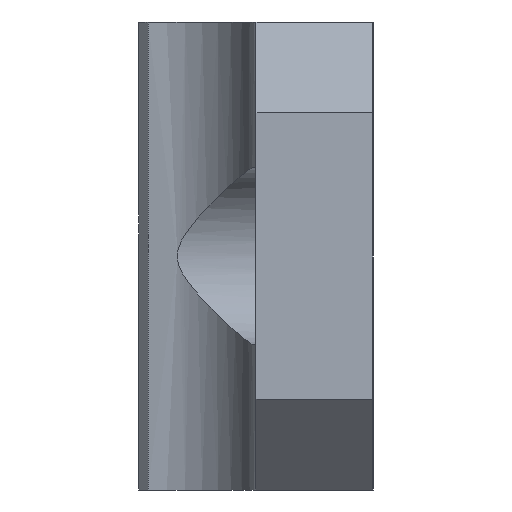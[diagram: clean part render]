
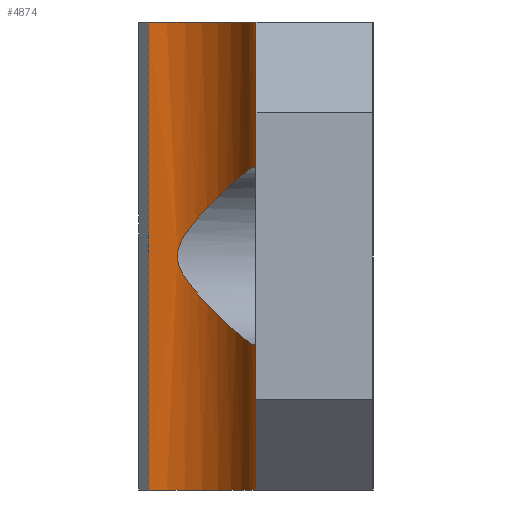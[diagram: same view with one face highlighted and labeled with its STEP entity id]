
A CAD part, left-side view. The second image highlights one B-rep face of the part: STEP entity #4874.
In plain terms, the highlighted cylindrical face has radius 6 mm (diameter 12 mm), a partial arc.
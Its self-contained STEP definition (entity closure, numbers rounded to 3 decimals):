
#66 = CIRCLE ( 'NONE', #12532, 6. ) ;
#114 = EDGE_CURVE ( 'NONE', #1856, #20607, #13081, .T. ) ;
#279 = CARTESIAN_POINT ( 'NONE',  ( -30.038, 6.955, 4.514 ) ) ;
#374 = CIRCLE ( 'NONE', #2962, 6. ) ;
#533 = CARTESIAN_POINT ( 'NONE',  ( -32.67, 12.35, -12.7 ) ) ;
#560 = VECTOR ( 'NONE', #13039, 1000. ) ;
#623 = CARTESIAN_POINT ( 'NONE',  ( -29.448, 7.277, -4.253 ) ) ;
#1511 = ORIENTED_EDGE ( 'NONE', *, *, #17066, .F. ) ;
#1856 = VERTEX_POINT ( 'NONE', #20772 ) ;
#2193 = AXIS2_PLACEMENT_3D ( 'NONE', #17589, #8762, #15879 ) ;
#2355 = CARTESIAN_POINT ( 'NONE',  ( -29.176, 7.461, -4.093 ) ) ;
#2447 = LINE ( 'NONE', #11173, #17225 ) ;
#2594 = CARTESIAN_POINT ( 'NONE',  ( -31.035, 6.566, -4.784 ) ) ;
#2795 = CARTESIAN_POINT ( 'NONE',  ( -32.67, 12.35, 12.7 ) ) ;
#2962 = AXIS2_PLACEMENT_3D ( 'NONE', #7817, #12746, #21606 ) ;
#3667 = CIRCLE ( 'NONE', #2193, 6. ) ;
#3856 = CARTESIAN_POINT ( 'NONE',  ( -27.864, 8.748, 2.874 ) ) ;
#3972 = CARTESIAN_POINT ( 'NONE',  ( -27.419, 9.437, 2.145 ) ) ;
#4093 = CARTESIAN_POINT ( 'NONE',  ( -26.944, 10.556, 0.44 ) ) ;
#4205 = CARTESIAN_POINT ( 'NONE',  ( -27.2, 9.871, -1.631 ) ) ;
#4294 = DIRECTION ( 'NONE',  ( 0., 0., -1. ) ) ;
#4374 = VERTEX_POINT ( 'NONE', #5132 ) ;
#4436 = VERTEX_POINT ( 'NONE', #18918 ) ;
#4439 = CARTESIAN_POINT ( 'NONE',  ( -26.977, 10.455, -0.726 ) ) ;
#4874 = ADVANCED_FACE ( 'NONE', ( #16348 ), #19906, .F. ) ;
#5132 = CARTESIAN_POINT ( 'NONE',  ( -31.75, 6.421, -4.825 ) ) ;
#5189 = EDGE_CURVE ( 'NONE', #4374, #15639, #374, .T. ) ;
#5358 = CARTESIAN_POINT ( 'NONE',  ( -28.043, 8.519, 3.102 ) ) ;
#5807 = CARTESIAN_POINT ( 'NONE',  ( -26.973, 10.466, 0.701 ) ) ;
#5835 = EDGE_CURVE ( 'NONE', #13812, #20199, #3667, .T. ) ;
#5919 = CARTESIAN_POINT ( 'NONE',  ( -26.937, 10.58, 0.352 ) ) ;
#5921 = CARTESIAN_POINT ( 'NONE',  ( -26.672, 12.212, 12.7 ) ) ;
#6033 = CARTESIAN_POINT ( 'NONE',  ( -31.384, 6.478, -4.825 ) ) ;
#6140 = CARTESIAN_POINT ( 'NONE',  ( -27.005, 10.372, -0.888 ) ) ;
#6204 = EDGE_CURVE ( 'NONE', #20199, #1856, #6752, .T. ) ;
#6259 = CARTESIAN_POINT ( 'NONE',  ( -26.926, 10.617, -0.199 ) ) ;
#6346 = ORIENTED_EDGE ( 'NONE', *, *, #13438, .F. ) ;
#6752 = LINE ( 'NONE', #15499, #22407 ) ;
#7175 = DIRECTION ( 'NONE',  ( 1., 0., 0. ) ) ;
#7309 = CARTESIAN_POINT ( 'NONE',  ( -28.444, 8.081, 3.526 ) ) ;
#7555 = DIRECTION ( 'NONE',  ( 0., 0., 1. ) ) ;
#7806 = EDGE_CURVE ( 'NONE', #13812, #15442, #21676, .T. ) ;
#7817 = CARTESIAN_POINT ( 'NONE',  ( -32.67, 12.35, -4.825 ) ) ;
#7874 = CARTESIAN_POINT ( 'NONE',  ( -30.039, 6.947, -4.523 ) ) ;
#8372 = DIRECTION ( 'NONE',  ( 0., 0., -1. ) ) ;
#8597 = ORIENTED_EDGE ( 'NONE', *, *, #7806, .T. ) ;
#8762 = DIRECTION ( 'NONE',  ( 0., 0., -1. ) ) ;
#8792 = DIRECTION ( 'NONE',  ( 0., 0., 1. ) ) ;
#8808 = CARTESIAN_POINT ( 'NONE',  ( -28.666, 7.87, 3.724 ) ) ;
#9028 = CARTESIAN_POINT ( 'NONE',  ( -31.75, 6.421, 4.825 ) ) ;
#9303 = CARTESIAN_POINT ( 'NONE',  ( -32.67, 6.35, 12.7 ) ) ;
#9366 = CARTESIAN_POINT ( 'NONE',  ( -27.108, 10.091, -1.354 ) ) ;
#9475 = CARTESIAN_POINT ( 'NONE',  ( -27.426, 9.424, -2.159 ) ) ;
#9487 = CARTESIAN_POINT ( 'NONE',  ( -26.672, 12.212, 12.7 ) ) ;
#9568 = AXIS2_PLACEMENT_3D ( 'NONE', #2795, #4294, #11407 ) ;
#9711 = CARTESIAN_POINT ( 'NONE',  ( -27.068, 10.2, 1.176 ) ) ;
#9923 = ORIENTED_EDGE ( 'NONE', *, *, #5835, .F. ) ;
#10520 = CARTESIAN_POINT ( 'NONE',  ( -31.032, 6.567, 4.784 ) ) ;
#10855 = CARTESIAN_POINT ( 'NONE',  ( -27.25, 9.773, 1.747 ) ) ;
#11087 = CARTESIAN_POINT ( 'NONE',  ( -28.052, 8.508, -3.113 ) ) ;
#11173 = CARTESIAN_POINT ( 'NONE',  ( -32.67, 6.35, -12.7 ) ) ;
#11407 = DIRECTION ( 'NONE',  ( -1., 0., 0. ) ) ;
#11994 = CARTESIAN_POINT ( 'NONE',  ( -32.67, 6.35, -4.825 ) ) ;
#12349 = CARTESIAN_POINT ( 'NONE',  ( -27.552, 9.207, 2.395 ) ) ;
#12532 = AXIS2_PLACEMENT_3D ( 'NONE', #533, #7555, #14774 ) ;
#12716 = AXIS2_PLACEMENT_3D ( 'NONE', #19236, #8792, #7175 ) ;
#12746 = DIRECTION ( 'NONE',  ( 0., 0., -1. ) ) ;
#12800 = CARTESIAN_POINT ( 'NONE',  ( -27.108, 10.097, 1.325 ) ) ;
#12887 = DIRECTION ( 'NONE',  ( 0., 0., -1. ) ) ;
#12913 = CARTESIAN_POINT ( 'NONE',  ( -26.927, 10.612, 0.171 ) ) ;
#13039 = DIRECTION ( 'NONE',  ( 0., 0., -1. ) ) ;
#13081 = CIRCLE ( 'NONE', #12716, 6. ) ;
#13265 = CARTESIAN_POINT ( 'NONE',  ( -27., 10.384, 0.865 ) ) ;
#13438 = EDGE_CURVE ( 'NONE', #20607, #4374, #19606, .T. ) ;
#13812 = VERTEX_POINT ( 'NONE', #5921 ) ;
#13928 = EDGE_LOOP ( 'NONE', ( #9923, #8597, #15435, #1511, #14518, #6346, #17585, #14274 ) ) ;
#14274 = ORIENTED_EDGE ( 'NONE', *, *, #6204, .F. ) ;
#14518 = ORIENTED_EDGE ( 'NONE', *, *, #5189, .F. ) ;
#14640 = CARTESIAN_POINT ( 'NONE',  ( -31.75, 6.421, 4.825 ) ) ;
#14774 = DIRECTION ( 'NONE',  ( 1., 0., 0. ) ) ;
#15003 = CARTESIAN_POINT ( 'NONE',  ( -26.925, 10.62, 0.077 ) ) ;
#15435 = ORIENTED_EDGE ( 'NONE', *, *, #19937, .F. ) ;
#15442 = VERTEX_POINT ( 'NONE', #19256 ) ;
#15499 = CARTESIAN_POINT ( 'NONE',  ( -32.67, 6.35, -12.7 ) ) ;
#15639 = VERTEX_POINT ( 'NONE', #11994 ) ;
#15879 = DIRECTION ( 'NONE',  ( -1., 0., 0. ) ) ;
#16032 = CARTESIAN_POINT ( 'NONE',  ( -30.525, 6.744, 4.67 ) ) ;
#16147 = CARTESIAN_POINT ( 'NONE',  ( -29.884, 7.033, 4.452 ) ) ;
#16348 = FACE_OUTER_BOUND ( 'NONE', #13928, .T. ) ;
#16373 = CARTESIAN_POINT ( 'NONE',  ( -27.874, 8.734, -2.888 ) ) ;
#17066 = EDGE_CURVE ( 'NONE', #15639, #4436, #2447, .T. ) ;
#17225 = VECTOR ( 'NONE', #12887, 1000. ) ;
#17511 = CARTESIAN_POINT ( 'NONE',  ( -29.439, 7.283, 4.248 ) ) ;
#17585 = ORIENTED_EDGE ( 'NONE', *, *, #114, .F. ) ;
#17589 = CARTESIAN_POINT ( 'NONE',  ( -32.67, 12.35, 12.7 ) ) ;
#17856 = CARTESIAN_POINT ( 'NONE',  ( -30.358, 6.81, 4.623 ) ) ;
#18091 = CARTESIAN_POINT ( 'NONE',  ( -28.452, 8.072, -3.534 ) ) ;
#18325 = CARTESIAN_POINT ( 'NONE',  ( -26.937, 10.579, -0.382 ) ) ;
#18561 = CARTESIAN_POINT ( 'NONE',  ( -28.675, 7.862, -3.731 ) ) ;
#18918 = CARTESIAN_POINT ( 'NONE',  ( -32.67, 6.35, -12.7 ) ) ;
#19236 = CARTESIAN_POINT ( 'NONE',  ( -32.67, 12.35, 4.825 ) ) ;
#19256 = CARTESIAN_POINT ( 'NONE',  ( -26.672, 12.212, -12.7 ) ) ;
#19606 = B_SPLINE_CURVE_WITH_KNOTS ( 'NONE', 3,
 ( #9028, #21432, #10520, #16032, #17856, #279, #16147, #17511, #19701, #8808, #7309, #5358, #3856, #12349, #3972, #10855, #22718, #12800, #9711, #13265, #5807, #4093, #5919, #12913, #15003, #6259, #18325, #4439, #6140, #9366, #4205, #9475, #19819, #16373, #11087, #18091, #18561, #2355, #623, #7874, #22014, #2594, #6033, #21892 ),
 .UNSPECIFIED., .F., .F.,
 ( 4, 2, 2, 2, 2, 2, 2, 2, 2, 2, 2, 2, 2, 2, 2, 2, 2, 2, 2, 2, 2, 4 ),
 ( 0., 0.001, 0.002, 0.002, 0.003, 0.004, 0.005, 0.007, 0.007, 0.008, 0.008, 0.008, 0.009, 0.009, 0.01, 0.011, 0.012, 0.013, 0.014, 0.015, 0.016, 0.017 ),
 .UNSPECIFIED. ) ;
#19701 = CARTESIAN_POINT ( 'NONE',  ( -29.163, 7.471, 4.085 ) ) ;
#19819 = CARTESIAN_POINT ( 'NONE',  ( -27.56, 9.194, -2.409 ) ) ;
#19906 = CYLINDRICAL_SURFACE ( 'NONE', #9568, 6. ) ;
#19937 = EDGE_CURVE ( 'NONE', #4436, #15442, #66, .T. ) ;
#20199 = VERTEX_POINT ( 'NONE', #9303 ) ;
#20607 = VERTEX_POINT ( 'NONE', #14640 ) ;
#20772 = CARTESIAN_POINT ( 'NONE',  ( -32.67, 6.35, 4.825 ) ) ;
#21432 = CARTESIAN_POINT ( 'NONE',  ( -31.383, 6.478, 4.825 ) ) ;
#21606 = DIRECTION ( 'NONE',  ( -1., 0., 0. ) ) ;
#21676 = LINE ( 'NONE', #9487, #560 ) ;
#21892 = CARTESIAN_POINT ( 'NONE',  ( -31.75, 6.421, -4.825 ) ) ;
#22014 = CARTESIAN_POINT ( 'NONE',  ( -30.363, 6.8, -4.634 ) ) ;
#22407 = VECTOR ( 'NONE', #8372, 1000. ) ;
#22718 = CARTESIAN_POINT ( 'NONE',  ( -27.199, 9.884, 1.61 ) ) ;
